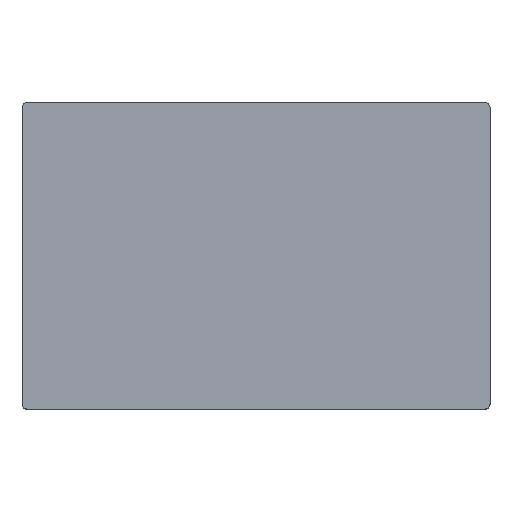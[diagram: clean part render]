
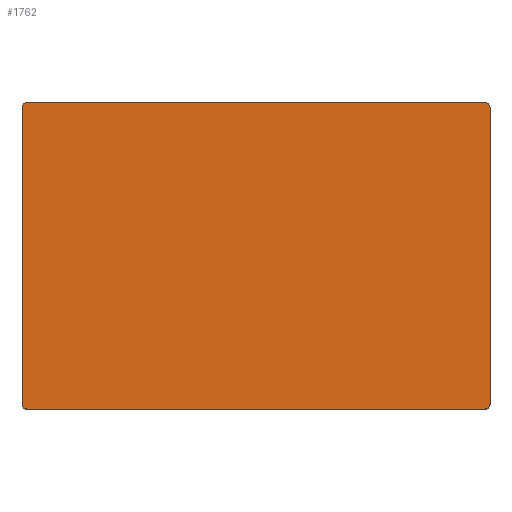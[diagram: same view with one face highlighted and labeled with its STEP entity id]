
A CAD part, top view. The second image highlights one B-rep face of the part: STEP entity #1762.
In plain terms, the highlighted planar face has unit normal (0, 0, 1).
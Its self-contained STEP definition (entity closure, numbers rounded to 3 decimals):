
#1646 = EDGE_CURVE('',#1647,#1649,#1651,.T.);
#1647 = VERTEX_POINT('',#1648);
#1648 = CARTESIAN_POINT('',(-45.8,-28.99,1.6));
#1649 = VERTEX_POINT('',#1650);
#1650 = CARTESIAN_POINT('',(-45.8,28.99,1.6));
#1651 = SURFACE_CURVE('',#1652,(#1656,#1668),.PCURVE_S1.);
#1652 = LINE('',#1653,#1654);
#1653 = CARTESIAN_POINT('',(-45.8,-29.99,1.6));
#1654 = VECTOR('',#1655,1.);
#1655 = DIRECTION('',(0.,1.,0.));
#1656 = PCURVE('',#1657,#1662);
#1657 = PLANE('',#1658);
#1658 = AXIS2_PLACEMENT_3D('',#1659,#1660,#1661);
#1659 = CARTESIAN_POINT('',(-45.8,-29.99,0.));
#1660 = DIRECTION('',(1.,0.,0.));
#1661 = DIRECTION('',(0.,0.,1.));
#1662 = DEFINITIONAL_REPRESENTATION('',(#1663),#1667);
#1663 = LINE('',#1664,#1665);
#1664 = CARTESIAN_POINT('',(1.6,0.));
#1665 = VECTOR('',#1666,1.);
#1666 = DIRECTION('',(0.,-1.));
#1667 = ( GEOMETRIC_REPRESENTATION_CONTEXT(2) 
PARAMETRIC_REPRESENTATION_CONTEXT() REPRESENTATION_CONTEXT('2D SPACE',''
  ) );
#1668 = PCURVE('',#1669,#1674);
#1669 = PLANE('',#1670);
#1670 = AXIS2_PLACEMENT_3D('',#1671,#1672,#1673);
#1671 = CARTESIAN_POINT('',(-45.8,-29.99,1.6));
#1672 = DIRECTION('',(0.,0.,1.));
#1673 = DIRECTION('',(1.,0.,0.));
#1674 = DEFINITIONAL_REPRESENTATION('',(#1675),#1679);
#1675 = LINE('',#1676,#1677);
#1676 = CARTESIAN_POINT('',(0.,0.));
#1677 = VECTOR('',#1678,1.);
#1678 = DIRECTION('',(0.,1.));
#1679 = ( GEOMETRIC_REPRESENTATION_CONTEXT(2) 
PARAMETRIC_REPRESENTATION_CONTEXT() REPRESENTATION_CONTEXT('2D SPACE',''
  ) );
#1697 = CYLINDRICAL_SURFACE('',#1698,1.);
#1698 = AXIS2_PLACEMENT_3D('',#1699,#1700,#1701);
#1699 = CARTESIAN_POINT('',(-44.8,-28.99,0.));
#1700 = DIRECTION('',(0.,0.,1.));
#1701 = DIRECTION('',(-1.,-0.,0.));
#1751 = CYLINDRICAL_SURFACE('',#1752,1.);
#1752 = AXIS2_PLACEMENT_3D('',#1753,#1754,#1755);
#1753 = CARTESIAN_POINT('',(-44.8,28.99,0.));
#1754 = DIRECTION('',(0.,0.,1.));
#1755 = DIRECTION('',(-1.,-0.,0.));
#1762 = ADVANCED_FACE('',(#1763),#1669,.T.);
#1763 = FACE_BOUND('',#1764,.T.);
#1764 = EDGE_LOOP('',(#1765,#1766,#1790,#1818,#1851,#1879,#1908,#1936));
#1765 = ORIENTED_EDGE('',*,*,#1646,.F.);
#1766 = ORIENTED_EDGE('',*,*,#1767,.T.);
#1767 = EDGE_CURVE('',#1647,#1768,#1770,.T.);
#1768 = VERTEX_POINT('',#1769);
#1769 = CARTESIAN_POINT('',(-44.8,-29.99,1.6));
#1770 = SURFACE_CURVE('',#1771,(#1776,#1783),.PCURVE_S1.);
#1771 = CIRCLE('',#1772,1.);
#1772 = AXIS2_PLACEMENT_3D('',#1773,#1774,#1775);
#1773 = CARTESIAN_POINT('',(-44.8,-28.99,1.6));
#1774 = DIRECTION('',(0.,0.,1.));
#1775 = DIRECTION('',(0.,-1.,0.));
#1776 = PCURVE('',#1669,#1777);
#1777 = DEFINITIONAL_REPRESENTATION('',(#1778),#1782);
#1778 = CIRCLE('',#1779,1.);
#1779 = AXIS2_PLACEMENT_2D('',#1780,#1781);
#1780 = CARTESIAN_POINT('',(1.,1.));
#1781 = DIRECTION('',(0.,-1.));
#1782 = ( GEOMETRIC_REPRESENTATION_CONTEXT(2) 
PARAMETRIC_REPRESENTATION_CONTEXT() REPRESENTATION_CONTEXT('2D SPACE',''
  ) );
#1783 = PCURVE('',#1697,#1784);
#1784 = DEFINITIONAL_REPRESENTATION('',(#1785),#1789);
#1785 = LINE('',#1786,#1787);
#1786 = CARTESIAN_POINT('',(-4.712,1.6));
#1787 = VECTOR('',#1788,1.);
#1788 = DIRECTION('',(1.,0.));
#1789 = ( GEOMETRIC_REPRESENTATION_CONTEXT(2) 
PARAMETRIC_REPRESENTATION_CONTEXT() REPRESENTATION_CONTEXT('2D SPACE',''
  ) );
#1790 = ORIENTED_EDGE('',*,*,#1791,.T.);
#1791 = EDGE_CURVE('',#1768,#1792,#1794,.T.);
#1792 = VERTEX_POINT('',#1793);
#1793 = CARTESIAN_POINT('',(44.8,-29.99,1.6));
#1794 = SURFACE_CURVE('',#1795,(#1799,#1806),.PCURVE_S1.);
#1795 = LINE('',#1796,#1797);
#1796 = CARTESIAN_POINT('',(-45.8,-29.99,1.6));
#1797 = VECTOR('',#1798,1.);
#1798 = DIRECTION('',(1.,0.,0.));
#1799 = PCURVE('',#1669,#1800);
#1800 = DEFINITIONAL_REPRESENTATION('',(#1801),#1805);
#1801 = LINE('',#1802,#1803);
#1802 = CARTESIAN_POINT('',(0.,0.));
#1803 = VECTOR('',#1804,1.);
#1804 = DIRECTION('',(1.,0.));
#1805 = ( GEOMETRIC_REPRESENTATION_CONTEXT(2) 
PARAMETRIC_REPRESENTATION_CONTEXT() REPRESENTATION_CONTEXT('2D SPACE',''
  ) );
#1806 = PCURVE('',#1807,#1812);
#1807 = PLANE('',#1808);
#1808 = AXIS2_PLACEMENT_3D('',#1809,#1810,#1811);
#1809 = CARTESIAN_POINT('',(-45.8,-29.99,0.));
#1810 = DIRECTION('',(0.,1.,0.));
#1811 = DIRECTION('',(0.,0.,1.));
#1812 = DEFINITIONAL_REPRESENTATION('',(#1813),#1817);
#1813 = LINE('',#1814,#1815);
#1814 = CARTESIAN_POINT('',(1.6,0.));
#1815 = VECTOR('',#1816,1.);
#1816 = DIRECTION('',(0.,1.));
#1817 = ( GEOMETRIC_REPRESENTATION_CONTEXT(2) 
PARAMETRIC_REPRESENTATION_CONTEXT() REPRESENTATION_CONTEXT('2D SPACE',''
  ) );
#1818 = ORIENTED_EDGE('',*,*,#1819,.F.);
#1819 = EDGE_CURVE('',#1820,#1792,#1822,.T.);
#1820 = VERTEX_POINT('',#1821);
#1821 = CARTESIAN_POINT('',(45.8,-28.99,1.6));
#1822 = SURFACE_CURVE('',#1823,(#1828,#1839),.PCURVE_S1.);
#1823 = CIRCLE('',#1824,1.);
#1824 = AXIS2_PLACEMENT_3D('',#1825,#1826,#1827);
#1825 = CARTESIAN_POINT('',(44.8,-28.99,1.6));
#1826 = DIRECTION('',(-0.,-0.,-1.));
#1827 = DIRECTION('',(0.,-1.,0.));
#1828 = PCURVE('',#1669,#1829);
#1829 = DEFINITIONAL_REPRESENTATION('',(#1830),#1838);
#1830 = ( BOUNDED_CURVE() B_SPLINE_CURVE(2,(#1831,#1832,#1833,#1834,
#1835,#1836,#1837),.UNSPECIFIED.,.T.,.F.) B_SPLINE_CURVE_WITH_KNOTS((1,2
    ,2,2,2,1),(-2.094,0.,2.094,4.189,
6.283,8.378),.UNSPECIFIED.) CURVE() 
GEOMETRIC_REPRESENTATION_ITEM() RATIONAL_B_SPLINE_CURVE((1.,0.5,1.,0.5,
1.,0.5,1.)) REPRESENTATION_ITEM('') );
#1831 = CARTESIAN_POINT('',(90.6,0.));
#1832 = CARTESIAN_POINT('',(88.868,0.));
#1833 = CARTESIAN_POINT('',(89.734,1.5));
#1834 = CARTESIAN_POINT('',(90.6,3.));
#1835 = CARTESIAN_POINT('',(91.466,1.5));
#1836 = CARTESIAN_POINT('',(92.332,0.));
#1837 = CARTESIAN_POINT('',(90.6,0.));
#1838 = ( GEOMETRIC_REPRESENTATION_CONTEXT(2) 
PARAMETRIC_REPRESENTATION_CONTEXT() REPRESENTATION_CONTEXT('2D SPACE',''
  ) );
#1839 = PCURVE('',#1840,#1845);
#1840 = CYLINDRICAL_SURFACE('',#1841,1.);
#1841 = AXIS2_PLACEMENT_3D('',#1842,#1843,#1844);
#1842 = CARTESIAN_POINT('',(44.8,-28.99,0.));
#1843 = DIRECTION('',(0.,0.,1.));
#1844 = DIRECTION('',(1.,0.,-0.));
#1845 = DEFINITIONAL_REPRESENTATION('',(#1846),#1850);
#1846 = LINE('',#1847,#1848);
#1847 = CARTESIAN_POINT('',(4.712,1.6));
#1848 = VECTOR('',#1849,1.);
#1849 = DIRECTION('',(-1.,0.));
#1850 = ( GEOMETRIC_REPRESENTATION_CONTEXT(2) 
PARAMETRIC_REPRESENTATION_CONTEXT() REPRESENTATION_CONTEXT('2D SPACE',''
  ) );
#1851 = ORIENTED_EDGE('',*,*,#1852,.T.);
#1852 = EDGE_CURVE('',#1820,#1853,#1855,.T.);
#1853 = VERTEX_POINT('',#1854);
#1854 = CARTESIAN_POINT('',(45.8,28.99,1.6));
#1855 = SURFACE_CURVE('',#1856,(#1860,#1867),.PCURVE_S1.);
#1856 = LINE('',#1857,#1858);
#1857 = CARTESIAN_POINT('',(45.8,-29.99,1.6));
#1858 = VECTOR('',#1859,1.);
#1859 = DIRECTION('',(0.,1.,0.));
#1860 = PCURVE('',#1669,#1861);
#1861 = DEFINITIONAL_REPRESENTATION('',(#1862),#1866);
#1862 = LINE('',#1863,#1864);
#1863 = CARTESIAN_POINT('',(91.6,0.));
#1864 = VECTOR('',#1865,1.);
#1865 = DIRECTION('',(0.,1.));
#1866 = ( GEOMETRIC_REPRESENTATION_CONTEXT(2) 
PARAMETRIC_REPRESENTATION_CONTEXT() REPRESENTATION_CONTEXT('2D SPACE',''
  ) );
#1867 = PCURVE('',#1868,#1873);
#1868 = PLANE('',#1869);
#1869 = AXIS2_PLACEMENT_3D('',#1870,#1871,#1872);
#1870 = CARTESIAN_POINT('',(45.8,-29.99,0.));
#1871 = DIRECTION('',(1.,0.,0.));
#1872 = DIRECTION('',(0.,0.,1.));
#1873 = DEFINITIONAL_REPRESENTATION('',(#1874),#1878);
#1874 = LINE('',#1875,#1876);
#1875 = CARTESIAN_POINT('',(1.6,0.));
#1876 = VECTOR('',#1877,1.);
#1877 = DIRECTION('',(0.,-1.));
#1878 = ( GEOMETRIC_REPRESENTATION_CONTEXT(2) 
PARAMETRIC_REPRESENTATION_CONTEXT() REPRESENTATION_CONTEXT('2D SPACE',''
  ) );
#1879 = ORIENTED_EDGE('',*,*,#1880,.T.);
#1880 = EDGE_CURVE('',#1853,#1881,#1883,.T.);
#1881 = VERTEX_POINT('',#1882);
#1882 = CARTESIAN_POINT('',(44.8,29.99,1.6));
#1883 = SURFACE_CURVE('',#1884,(#1889,#1896),.PCURVE_S1.);
#1884 = CIRCLE('',#1885,1.);
#1885 = AXIS2_PLACEMENT_3D('',#1886,#1887,#1888);
#1886 = CARTESIAN_POINT('',(44.8,28.99,1.6));
#1887 = DIRECTION('',(0.,0.,1.));
#1888 = DIRECTION('',(0.,-1.,0.));
#1889 = PCURVE('',#1669,#1890);
#1890 = DEFINITIONAL_REPRESENTATION('',(#1891),#1895);
#1891 = CIRCLE('',#1892,1.);
#1892 = AXIS2_PLACEMENT_2D('',#1893,#1894);
#1893 = CARTESIAN_POINT('',(90.6,58.98));
#1894 = DIRECTION('',(0.,-1.));
#1895 = ( GEOMETRIC_REPRESENTATION_CONTEXT(2) 
PARAMETRIC_REPRESENTATION_CONTEXT() REPRESENTATION_CONTEXT('2D SPACE',''
  ) );
#1896 = PCURVE('',#1897,#1902);
#1897 = CYLINDRICAL_SURFACE('',#1898,1.);
#1898 = AXIS2_PLACEMENT_3D('',#1899,#1900,#1901);
#1899 = CARTESIAN_POINT('',(44.8,28.99,0.));
#1900 = DIRECTION('',(0.,0.,1.));
#1901 = DIRECTION('',(1.,0.,-0.));
#1902 = DEFINITIONAL_REPRESENTATION('',(#1903),#1907);
#1903 = LINE('',#1904,#1905);
#1904 = CARTESIAN_POINT('',(-1.571,1.6));
#1905 = VECTOR('',#1906,1.);
#1906 = DIRECTION('',(1.,0.));
#1907 = ( GEOMETRIC_REPRESENTATION_CONTEXT(2) 
PARAMETRIC_REPRESENTATION_CONTEXT() REPRESENTATION_CONTEXT('2D SPACE',''
  ) );
#1908 = ORIENTED_EDGE('',*,*,#1909,.F.);
#1909 = EDGE_CURVE('',#1910,#1881,#1912,.T.);
#1910 = VERTEX_POINT('',#1911);
#1911 = CARTESIAN_POINT('',(-44.8,29.99,1.6));
#1912 = SURFACE_CURVE('',#1913,(#1917,#1924),.PCURVE_S1.);
#1913 = LINE('',#1914,#1915);
#1914 = CARTESIAN_POINT('',(-45.8,29.99,1.6));
#1915 = VECTOR('',#1916,1.);
#1916 = DIRECTION('',(1.,0.,0.));
#1917 = PCURVE('',#1669,#1918);
#1918 = DEFINITIONAL_REPRESENTATION('',(#1919),#1923);
#1919 = LINE('',#1920,#1921);
#1920 = CARTESIAN_POINT('',(0.,59.98));
#1921 = VECTOR('',#1922,1.);
#1922 = DIRECTION('',(1.,0.));
#1923 = ( GEOMETRIC_REPRESENTATION_CONTEXT(2) 
PARAMETRIC_REPRESENTATION_CONTEXT() REPRESENTATION_CONTEXT('2D SPACE',''
  ) );
#1924 = PCURVE('',#1925,#1930);
#1925 = PLANE('',#1926);
#1926 = AXIS2_PLACEMENT_3D('',#1927,#1928,#1929);
#1927 = CARTESIAN_POINT('',(-45.8,29.99,0.));
#1928 = DIRECTION('',(0.,1.,0.));
#1929 = DIRECTION('',(0.,0.,1.));
#1930 = DEFINITIONAL_REPRESENTATION('',(#1931),#1935);
#1931 = LINE('',#1932,#1933);
#1932 = CARTESIAN_POINT('',(1.6,0.));
#1933 = VECTOR('',#1934,1.);
#1934 = DIRECTION('',(0.,1.));
#1935 = ( GEOMETRIC_REPRESENTATION_CONTEXT(2) 
PARAMETRIC_REPRESENTATION_CONTEXT() REPRESENTATION_CONTEXT('2D SPACE',''
  ) );
#1936 = ORIENTED_EDGE('',*,*,#1937,.F.);
#1937 = EDGE_CURVE('',#1649,#1910,#1938,.T.);
#1938 = SURFACE_CURVE('',#1939,(#1944,#1955),.PCURVE_S1.);
#1939 = CIRCLE('',#1940,1.);
#1940 = AXIS2_PLACEMENT_3D('',#1941,#1942,#1943);
#1941 = CARTESIAN_POINT('',(-44.8,28.99,1.6));
#1942 = DIRECTION('',(-0.,-0.,-1.));
#1943 = DIRECTION('',(0.,-1.,0.));
#1944 = PCURVE('',#1669,#1945);
#1945 = DEFINITIONAL_REPRESENTATION('',(#1946),#1954);
#1946 = ( BOUNDED_CURVE() B_SPLINE_CURVE(2,(#1947,#1948,#1949,#1950,
#1951,#1952,#1953),.UNSPECIFIED.,.T.,.F.) B_SPLINE_CURVE_WITH_KNOTS((1,2
    ,2,2,2,1),(-2.094,0.,2.094,4.189,
6.283,8.378),.UNSPECIFIED.) CURVE() 
GEOMETRIC_REPRESENTATION_ITEM() RATIONAL_B_SPLINE_CURVE((1.,0.5,1.,0.5,
1.,0.5,1.)) REPRESENTATION_ITEM('') );
#1947 = CARTESIAN_POINT('',(1.,57.98));
#1948 = CARTESIAN_POINT('',(-0.732,57.98));
#1949 = CARTESIAN_POINT('',(0.134,59.48));
#1950 = CARTESIAN_POINT('',(1.,60.98));
#1951 = CARTESIAN_POINT('',(1.866,59.48));
#1952 = CARTESIAN_POINT('',(2.732,57.98));
#1953 = CARTESIAN_POINT('',(1.,57.98));
#1954 = ( GEOMETRIC_REPRESENTATION_CONTEXT(2) 
PARAMETRIC_REPRESENTATION_CONTEXT() REPRESENTATION_CONTEXT('2D SPACE',''
  ) );
#1955 = PCURVE('',#1751,#1956);
#1956 = DEFINITIONAL_REPRESENTATION('',(#1957),#1961);
#1957 = LINE('',#1958,#1959);
#1958 = CARTESIAN_POINT('',(1.571,1.6));
#1959 = VECTOR('',#1960,1.);
#1960 = DIRECTION('',(-1.,0.));
#1961 = ( GEOMETRIC_REPRESENTATION_CONTEXT(2) 
PARAMETRIC_REPRESENTATION_CONTEXT() REPRESENTATION_CONTEXT('2D SPACE',''
  ) );
